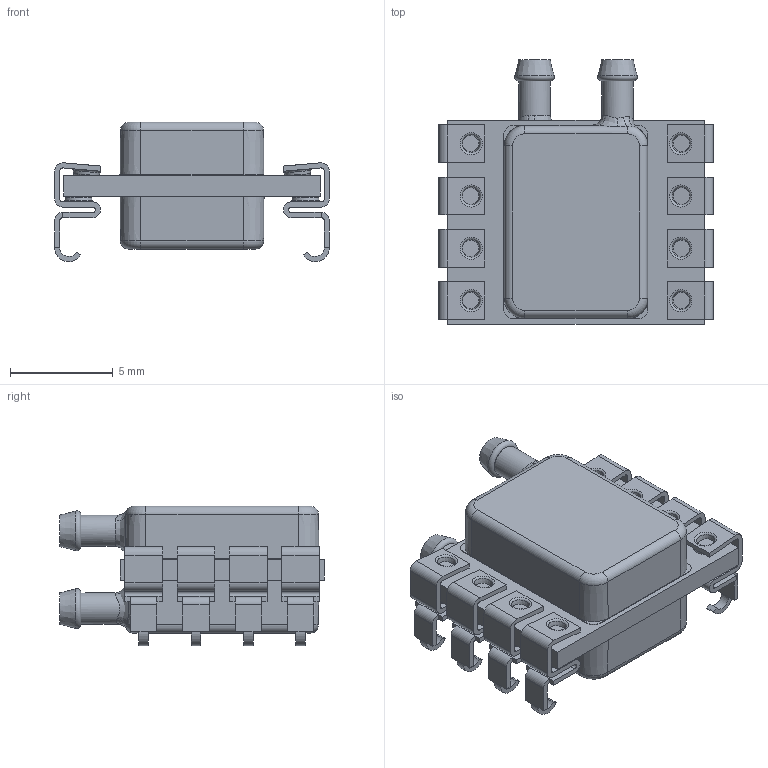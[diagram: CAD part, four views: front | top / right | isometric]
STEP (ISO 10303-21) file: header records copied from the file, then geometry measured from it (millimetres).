
FILE_DESCRIPTION(/* description */ ('STEP AP242','CAx-IF Rec.Pracs.---Representation and Presentation of Product Manufacturing Information (PMI)---4.0---2014-10-13','CAx-IF Rec.Pracs.---3D Tessellated Geometry---0.4---2014-09-14','2;1'),/* implementation_level */ '2;1');
FILE_NAME(/* name */ '639649ab6f212c2c6e428b6b',/* time_stamp */ '2022-12-11T21:20:44+00:00',/* author */ (''),/* organization */ (''),/* preprocessor_version */ 'ST-DEVELOPER v18.102',/* originating_system */ ' ',/* authorisation */ ' ');
FILE_SCHEMA (('AP242_MANAGED_MODEL_BASED_3D_ENGINEERING_MIM_LF { 1 0 10303 442 1 1 4 }'));
Length unit declared in the file: metre
Products named in the file (2): sensor-placed; 50039315-001_SW0001
Assembly tree (1 placements, depth 2):
  sensor-placed
    50039315-001_SW0001
Bounding box: 13.35 x 12.83 x 6.77 mm (x, y, z)
Volume: 502.1 mm3; surface area: 796.7 mm2
Topology: 1 solids, 1 shells, 492 faces, 1243 edges, 778 vertices
Faces by surface type: plane 242, cylinder 101, torus 58, cone 44, bspline 44, sphere 3
Full cylindrical faces by diameter (mm): 1.52 x2
Entity records: 15753 total; most frequent: CARTESIAN_POINT 4154, DIRECTION 2316, ORIENTED_EDGE 2242, EDGE_CURVE 1121, AXIS2_PLACEMENT_3D 851, VERTEX_POINT 728, LINE 614, VECTOR 614
